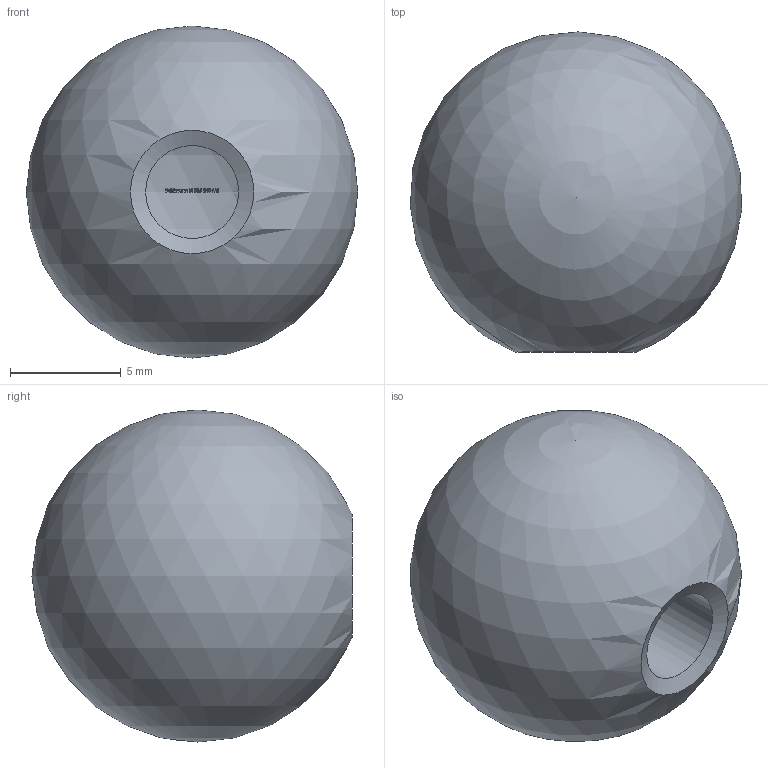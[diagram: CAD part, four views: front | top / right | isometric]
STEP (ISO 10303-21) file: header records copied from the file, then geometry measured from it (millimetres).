
FILE_DESCRIPTION (( 'STEP AP203' ), '1' );
FILE_NAME ('51015-240-MS.step', '2020-06-22T11:35:24', ( '' ), ( '' ), 'SwSTEP 2.0', 'SolidWorks 2015', '' );
FILE_SCHEMA (( 'CONFIG_CONTROL_DESIGN' ));
Length unit declared in the file: millimetre
Products named in the file (2): 51015-240-MS
Bounding box: 14.97 x 14.46 x 15 mm (x, y, z)
Volume: 1596.3 mm3; surface area: 842 mm2
Topology: 1 solids, 21 shells, 273 faces, 679 edges, 454 vertices
Faces by surface type: plane 120, bspline 103, cone 48, cylinder 1, sphere 1
Full cylindrical faces by diameter (mm): 4.2 x1
Entity records: 13519 total; most frequent: CARTESIAN_POINT 8171, ORIENTED_EDGE 1344, EDGE_CURVE 672, DIRECTION 569, VERTEX_POINT 449, B_SPLINE_CURVE_WITH_KNOTS 411, EDGE_LOOP 281, LINE 259
